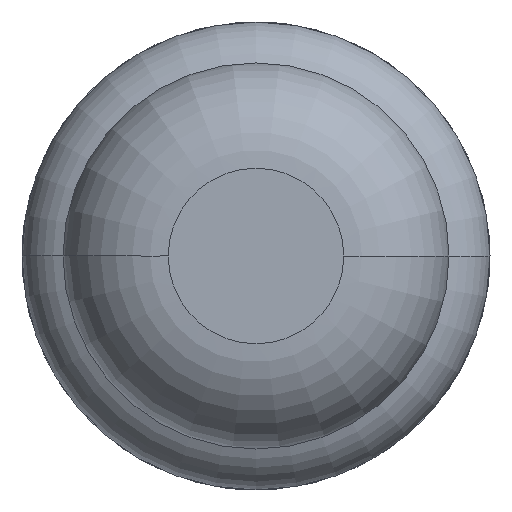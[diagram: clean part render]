
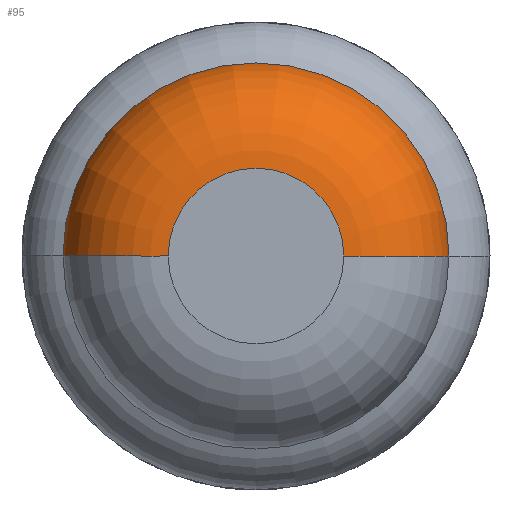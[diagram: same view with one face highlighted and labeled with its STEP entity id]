
A CAD part, front view. The second image highlights one B-rep face of the part: STEP entity #95.
In plain terms, the highlighted toroidal (fillet/blend) face has major radius 0.375 mm and minor radius 0.45 mm.
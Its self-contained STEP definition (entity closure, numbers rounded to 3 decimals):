
#10 = CARTESIAN_POINT ( 'NONE',  ( 0.825, -31.55, 0. ) ) ;
#95 = ADVANCED_FACE ( 'Defeature ausgef�hrt1_7', ( #785 ), #466, .T. ) ;
#99 = DIRECTION ( 'NONE',  ( -1., 0., 0. ) ) ;
#113 = DIRECTION ( 'NONE',  ( 1., 0., 0. ) ) ;
#176 = ORIENTED_EDGE ( 'NONE', *, *, #1101, .F. ) ;
#219 = CIRCLE ( 'NONE', #2532, 0.825 ) ;
#308 = CARTESIAN_POINT ( 'NONE',  ( 0.375, -32., 0. ) ) ;
#346 = CARTESIAN_POINT ( 'NONE',  ( 0.375, -31.55, 0. ) ) ;
#391 = CARTESIAN_POINT ( 'NONE',  ( 0., -31.55, 0. ) ) ;
#395 = DIRECTION ( 'NONE',  ( 0., 0., -1. ) ) ;
#400 = ORIENTED_EDGE ( 'NONE', *, *, #2169, .T. ) ;
#466 = TOROIDAL_SURFACE ( 'NONE', #2639, 0.375, 0.45 ) ;
#492 = ORIENTED_EDGE ( 'NONE', *, *, #1937, .T. ) ;
#533 = DIRECTION ( 'NONE',  ( 0., 0., 1. ) ) ;
#778 = CARTESIAN_POINT ( 'NONE',  ( -0.375, -32., 0. ) ) ;
#785 = FACE_OUTER_BOUND ( 'NONE', #2098, .T. ) ;
#843 = DIRECTION ( 'NONE',  ( 0., -1., 0. ) ) ;
#857 = AXIS2_PLACEMENT_3D ( 'NONE', #2052, #533, #2072 ) ;
#869 = VERTEX_POINT ( 'NONE', #1265 ) ;
#897 = CIRCLE ( 'NONE', #2069, 0.45 ) ;
#898 = DIRECTION ( 'NONE',  ( 1., 0., 0. ) ) ;
#910 = DIRECTION ( 'NONE',  ( 0., -1., 0. ) ) ;
#936 = DIRECTION ( 'NONE',  ( 0., -1., 0. ) ) ;
#1101 = EDGE_CURVE ( 'NONE', #2887, #1949, #897, .T. ) ;
#1265 = CARTESIAN_POINT ( 'NONE',  ( -0.825, -31.55, 0. ) ) ;
#1643 = CARTESIAN_POINT ( 'NONE',  ( 0., -32., 0. ) ) ;
#1750 = ORIENTED_EDGE ( 'NONE', *, *, #2659, .F. ) ;
#1937 = EDGE_CURVE ( 'NONE', #869, #1940, #3166, .T. ) ;
#1940 = VERTEX_POINT ( 'NONE', #778 ) ;
#1948 = DIRECTION ( 'NONE',  ( 1., 0., 0. ) ) ;
#1949 = VERTEX_POINT ( 'NONE', #308 ) ;
#2052 = CARTESIAN_POINT ( 'NONE',  ( -0.375, -31.55, 0. ) ) ;
#2069 = AXIS2_PLACEMENT_3D ( 'NONE', #346, #395, #99 ) ;
#2072 = DIRECTION ( 'NONE',  ( 1., 0., 0. ) ) ;
#2098 = EDGE_LOOP ( 'NONE', ( #400, #492, #1750, #176 ) ) ;
#2169 = EDGE_CURVE ( 'Defeature ausgef�hrt1_7+Defeature ausgef�hrt1_8+Defeature ausgef�hrt1_8+Defeature ausgef�hrt1_8', #2887, #869, #219, .T. ) ;
#2532 = AXIS2_PLACEMENT_3D ( 'NONE', #2977, #936, #1948 ) ;
#2639 = AXIS2_PLACEMENT_3D ( 'NONE', #391, #910, #898 ) ;
#2659 = EDGE_CURVE ( 'Defeature ausgef�hrt1_6+Defeature ausgef�hrt1_7+Defeature ausgef�hrt1_7+Defeature ausgef�hrt1_7', #1949, #1940, #2699, .T. ) ;
#2699 = CIRCLE ( 'NONE', #2924, 0.375 ) ;
#2887 = VERTEX_POINT ( 'NONE', #10 ) ;
#2924 = AXIS2_PLACEMENT_3D ( 'NONE', #1643, #843, #113 ) ;
#2977 = CARTESIAN_POINT ( 'NONE',  ( 0., -31.55, 0. ) ) ;
#3166 = CIRCLE ( 'NONE', #857, 0.45 ) ;
